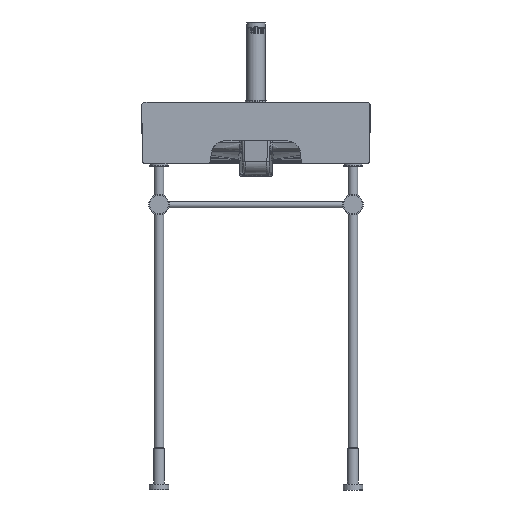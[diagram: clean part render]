
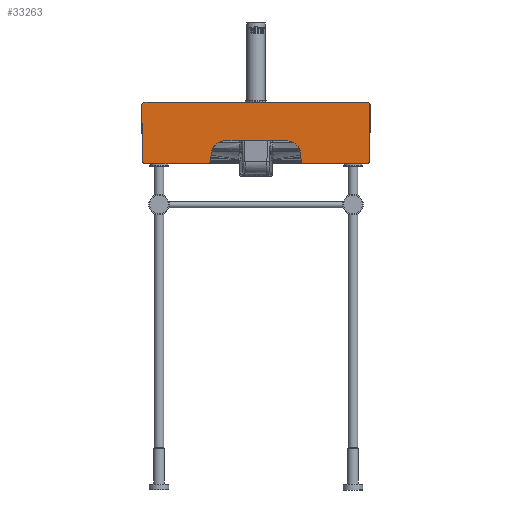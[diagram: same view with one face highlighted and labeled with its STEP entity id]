
A CAD part, left-side view. The second image highlights one B-rep face of the part: STEP entity #33263.
In plain terms, the highlighted planar face has unit normal (-1, 0.001, 0).
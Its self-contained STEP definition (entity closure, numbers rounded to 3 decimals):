
#726=CARTESIAN_POINT('',(0.,248.104,-130.105));
#727=VERTEX_POINT('',#726);
#742=CARTESIAN_POINT('',(0.,243.105,-135.));
#743=VERTEX_POINT('',#742);
#757=CARTESIAN_POINT('',(0.,248.104,-130.105));
#758=CARTESIAN_POINT('',(0.,248.091,-130.75));
#759=CARTESIAN_POINT('',(0.,247.953,-131.385));
#760=CARTESIAN_POINT('',(0.,247.441,-132.575));
#761=CARTESIAN_POINT('',(0.,247.069,-133.117));
#762=CARTESIAN_POINT('',(0.,246.138,-134.028));
#763=CARTESIAN_POINT('',(0.,245.588,-134.389));
#764=CARTESIAN_POINT('',(0.,244.388,-134.875));
#765=CARTESIAN_POINT('',(0.,243.75,-135.));
#766=CARTESIAN_POINT('',(0.,243.105,-135.));
#767=B_SPLINE_CURVE_WITH_KNOTS('',3,(#757,#758,#759,#760,#761,#762,#763,#764,#765,#766),.UNSPECIFIED.,.F.,.U.,(4,2,2,2,4),(0.0,0.193,0.389,0.584,0.777),.UNSPECIFIED.);
#768=EDGE_CURVE('',#743,#727,#767,.F.);
#793=CARTESIAN_POINT('',(0.,249.941,-7.061));
#794=VERTEX_POINT('',#793);
#795=CARTESIAN_POINT('',(0.,-9749.672,80.628));
#796=DIRECTION('',(1.,0.0,0.0));
#797=DIRECTION('',(0.0,0.017,1.));
#798=AXIS2_PLACEMENT_3D('',#795,#796,#797);
#799=ELLIPSE('',#798,9999.998,9999.997);
#800=EDGE_CURVE('',#727,#794,#799,.T.);
#879=CARTESIAN_POINT('',(0.,242.941,0.));
#880=VERTEX_POINT('',#879);
#896=CARTESIAN_POINT('',(0.,249.941,-7.061));
#897=CARTESIAN_POINT('',(0.,249.945,-6.594));
#898=CARTESIAN_POINT('',(0.0,249.902,-6.127));
#899=CARTESIAN_POINT('',(0.0,249.724,-5.21));
#900=CARTESIAN_POINT('',(0.,249.59,-4.761));
#901=CARTESIAN_POINT('',(0.,249.063,-3.486));
#902=CARTESIAN_POINT('',(0.,248.554,-2.72));
#903=CARTESIAN_POINT('',(0.,247.27,-1.424));
#904=CARTESIAN_POINT('',(0.,246.508,-0.909));
#905=CARTESIAN_POINT('',(0.,245.238,-0.371));
#906=CARTESIAN_POINT('',(0.,244.79,-0.233));
#907=CARTESIAN_POINT('',(0.,243.874,-0.047));
#908=CARTESIAN_POINT('',(0.,243.408,0.));
#909=CARTESIAN_POINT('',(0.,242.941,0.));
#910=B_SPLINE_CURVE_WITH_KNOTS('',3,(#896,#897,#898,#899,#900,#901,#902,#903,#904,#905,#906,#907,#908,#909),.UNSPECIFIED.,.F.,.U.,(4,2,2,2,2,2,4),(-1.108,-0.968,-0.827,-0.554,-0.28,-0.14,0.),.UNSPECIFIED.);
#911=EDGE_CURVE('',#794,#880,#910,.T.);
#1695=CARTESIAN_POINT('',(0.,-243.105,-135.));
#1696=VERTEX_POINT('',#1695);
#1697=CARTESIAN_POINT('',(0.,-248.104,-130.105));
#1698=VERTEX_POINT('',#1697);
#1699=CARTESIAN_POINT('',(0.,-248.104,-130.105));
#1700=CARTESIAN_POINT('',(0.,-248.091,-130.75));
#1701=CARTESIAN_POINT('',(0.,-247.953,-131.385));
#1702=CARTESIAN_POINT('',(0.,-247.441,-132.575));
#1703=CARTESIAN_POINT('',(0.,-247.069,-133.117));
#1704=CARTESIAN_POINT('',(0.,-246.138,-134.028));
#1705=CARTESIAN_POINT('',(0.,-245.588,-134.389));
#1706=CARTESIAN_POINT('',(0.,-244.388,-134.875));
#1707=CARTESIAN_POINT('',(0.,-243.75,-135.));
#1708=CARTESIAN_POINT('',(0.,-243.105,-135.));
#1709=B_SPLINE_CURVE_WITH_KNOTS('',3,(#1699,#1700,#1701,#1702,#1703,#1704,#1705,#1706,#1707,#1708),.UNSPECIFIED.,.F.,.U.,(4,2,2,2,4),(0.0,0.193,0.389,0.584,0.777),.UNSPECIFIED.);
#1710=EDGE_CURVE('',#1696,#1698,#1709,.F.);
#1772=CARTESIAN_POINT('',(0.,-249.941,-7.061));
#1773=VERTEX_POINT('',#1772);
#1781=CARTESIAN_POINT('',(0.,9749.672,80.628));
#1782=DIRECTION('',(-1.,0.0,0.0));
#1783=DIRECTION('',(0.0,0.017,-1.));
#1784=AXIS2_PLACEMENT_3D('',#1781,#1782,#1783);
#1785=ELLIPSE('',#1784,9999.998,9999.997);
#1786=EDGE_CURVE('',#1698,#1773,#1785,.T.);
#1846=CARTESIAN_POINT('',(0.,-242.941,0.));
#1847=VERTEX_POINT('',#1846);
#1848=CARTESIAN_POINT('',(0.,-249.941,-7.061));
#1849=CARTESIAN_POINT('',(0.,-249.945,-6.594));
#1850=CARTESIAN_POINT('',(0.0,-249.902,-6.127));
#1851=CARTESIAN_POINT('',(0.0,-249.724,-5.21));
#1852=CARTESIAN_POINT('',(0.,-249.59,-4.761));
#1853=CARTESIAN_POINT('',(0.,-249.063,-3.486));
#1854=CARTESIAN_POINT('',(0.,-248.554,-2.72));
#1855=CARTESIAN_POINT('',(0.,-247.27,-1.424));
#1856=CARTESIAN_POINT('',(0.,-246.508,-0.909));
#1857=CARTESIAN_POINT('',(0.,-245.238,-0.371));
#1858=CARTESIAN_POINT('',(0.,-244.79,-0.233));
#1859=CARTESIAN_POINT('',(0.,-243.874,-0.047));
#1860=CARTESIAN_POINT('',(0.,-243.408,0.));
#1861=CARTESIAN_POINT('',(0.,-242.941,0.));
#1862=B_SPLINE_CURVE_WITH_KNOTS('',3,(#1848,#1849,#1850,#1851,#1852,#1853,#1854,#1855,#1856,#1857,#1858,#1859,#1860,#1861),.UNSPECIFIED.,.F.,.U.,(4,2,2,2,2,2,4),(-1.108,-0.968,-0.827,-0.554,-0.28,-0.14,0.),.UNSPECIFIED.);
#1863=EDGE_CURVE('',#1773,#1847,#1862,.T.);
#3626=CARTESIAN_POINT('',(0.0,-242.941,0.0));
#3627=DIRECTION('',(0.0,1.0,0.0));
#3628=VECTOR('',#3627,485.882);
#3629=LINE('',#3626,#3628);
#3630=EDGE_CURVE('',#880,#1847,#3629,.F.);
#32751=CARTESIAN_POINT('',(0.,104.525,-135.));
#32752=VERTEX_POINT('',#32751);
#32759=CARTESIAN_POINT('',(0.,104.525,-135.0));
#32760=DIRECTION('',(0.,1.0,0.0));
#32761=VECTOR('',#32760,138.58);
#32762=LINE('',#32759,#32761);
#32763=EDGE_CURVE('',#743,#32752,#32762,.F.);
#32820=CARTESIAN_POINT('',(0.,-104.525,-135.));
#32821=VERTEX_POINT('',#32820);
#32822=CARTESIAN_POINT('',(0.,-104.525,-135.0));
#32823=DIRECTION('',(0.,-1.0,0.0));
#32824=VECTOR('',#32823,138.58);
#32825=LINE('',#32822,#32824);
#32826=EDGE_CURVE('',#1696,#32821,#32825,.F.);
#33139=CARTESIAN_POINT('',(0.,-99.55,-130.498));
#33140=VERTEX_POINT('',#33139);
#33147=CARTESIAN_POINT('',(0.,-97.701,-112.015));
#33148=VERTEX_POINT('',#33147);
#33149=CARTESIAN_POINT('',(0.0,-97.701,-112.015));
#33150=DIRECTION('',(0.0,-0.1,-0.995));
#33151=VECTOR('',#33150,18.575);
#33152=LINE('',#33149,#33151);
#33153=EDGE_CURVE('',#33148,#33140,#33152,.T.);
#33188=CARTESIAN_POINT('',(0.,-67.85,-85.0));
#33189=VERTEX_POINT('',#33188);
#33190=CARTESIAN_POINT('',(0.0,-67.85,-115.0));
#33191=DIRECTION('',(1.0,0.0,0.0));
#33192=DIRECTION('',(0.0,1.0,0.0));
#33193=AXIS2_PLACEMENT_3D('',#33190,#33191,#33192);
#33194=CIRCLE('',#33193,30.0);
#33195=EDGE_CURVE('',#33189,#33148,#33194,.T.);
#33206=CARTESIAN_POINT('',(0.,-300.0,0.0));
#33207=DIRECTION('',(1.0,0.0,0.0));
#33208=DIRECTION('',(0.0,0.0,-1.0));
#33209=AXIS2_PLACEMENT_3D('',#33206,#33207,#33208);
#33210=PLANE('',#33209);
#33211=CARTESIAN_POINT('',(0.,99.55,-130.498));
#33212=VERTEX_POINT('',#33211);
#33213=CARTESIAN_POINT('',(0.,104.525,-130.));
#33214=DIRECTION('',(-1.,0.,0.));
#33215=DIRECTION('',(0.,-0.995,-0.1));
#33216=AXIS2_PLACEMENT_3D('',#33213,#33214,#33215);
#33217=CIRCLE('',#33216,5.);
#33218=EDGE_CURVE('',#33212,#32752,#33217,.F.);
#33219=ORIENTED_EDGE('',*,*,#33218,.F.);
#33220=CARTESIAN_POINT('',(0.,97.701,-112.015));
#33221=VERTEX_POINT('',#33220);
#33222=CARTESIAN_POINT('',(0.,97.701,-112.015));
#33223=DIRECTION('',(0.0,0.1,-0.995));
#33224=VECTOR('',#33223,18.575);
#33225=LINE('',#33222,#33224);
#33226=EDGE_CURVE('',#33212,#33221,#33225,.F.);
#33227=ORIENTED_EDGE('',*,*,#33226,.T.);
#33228=CARTESIAN_POINT('',(0.,67.85,-85.0));
#33229=VERTEX_POINT('',#33228);
#33230=CARTESIAN_POINT('',(0.,67.85,-115.0));
#33231=DIRECTION('',(1.0,0.0,0.0));
#33232=DIRECTION('',(0.0,1.0,0.0));
#33233=AXIS2_PLACEMENT_3D('',#33230,#33231,#33232);
#33234=CIRCLE('',#33233,30.0);
#33235=EDGE_CURVE('',#33221,#33229,#33234,.T.);
#33236=ORIENTED_EDGE('',*,*,#33235,.T.);
#33237=CARTESIAN_POINT('',(0.,-67.85,-85.0));
#33238=DIRECTION('',(0.0,1.0,0.0));
#33239=VECTOR('',#33238,135.701);
#33240=LINE('',#33237,#33239);
#33241=EDGE_CURVE('',#33229,#33189,#33240,.F.);
#33242=ORIENTED_EDGE('',*,*,#33241,.T.);
#33243=ORIENTED_EDGE('',*,*,#33195,.T.);
#33244=ORIENTED_EDGE('',*,*,#33153,.T.);
#33245=CARTESIAN_POINT('',(0.,-104.525,-130.));
#33246=DIRECTION('',(-1.0,0.,0.));
#33247=DIRECTION('',(0.,0.,-1.0));
#33248=AXIS2_PLACEMENT_3D('',#33245,#33246,#33247);
#33249=CIRCLE('',#33248,5.);
#33250=EDGE_CURVE('',#32821,#33140,#33249,.F.);
#33251=ORIENTED_EDGE('',*,*,#33250,.F.);
#33252=ORIENTED_EDGE('',*,*,#32826,.F.);
#33253=ORIENTED_EDGE('',*,*,#1710,.T.);
#33254=ORIENTED_EDGE('',*,*,#1786,.T.);
#33255=ORIENTED_EDGE('',*,*,#1863,.T.);
#33256=ORIENTED_EDGE('',*,*,#3630,.F.);
#33257=ORIENTED_EDGE('',*,*,#911,.F.);
#33258=ORIENTED_EDGE('',*,*,#800,.F.);
#33259=ORIENTED_EDGE('',*,*,#768,.F.);
#33260=ORIENTED_EDGE('',*,*,#32763,.T.);
#33261=EDGE_LOOP('',(#33219,#33227,#33236,#33242,#33243,#33244,#33251,#33252,#33253,#33254,#33255,#33256,#33257,#33258,#33259,#33260));
#33262=FACE_OUTER_BOUND('',#33261,.T.);
#33263=ADVANCED_FACE('',(#33262),#33210,.F.);
